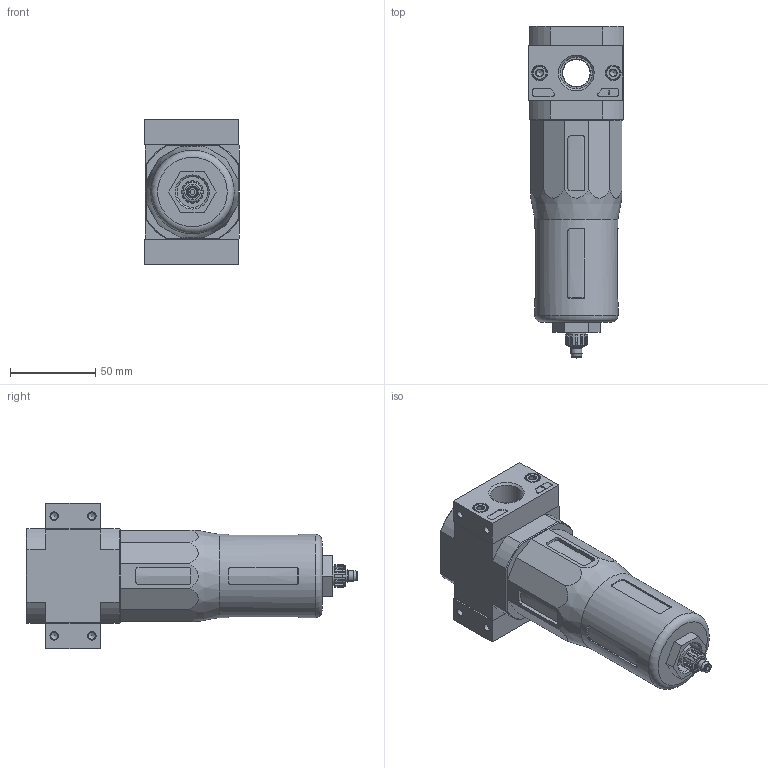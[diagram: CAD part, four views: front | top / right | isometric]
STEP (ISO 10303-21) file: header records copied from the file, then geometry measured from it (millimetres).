
FILE_DESCRIPTION(/* description */ ('STEP AP214'),/* implementation_level */ '2;1');
FILE_NAME(/* name */ '532783_LFX-1_2-D-MIDI',/* time_stamp */ '2024-09-04T17:52:17+02:00',/* author */ ('License CC BY-ND 4.0'),/* organization */ ('CADENAS'),/* preprocessor_version */ 'ST-DEVELOPER v19.3',/* originating_system */ 'PARTsolutions',/* authorisation */ ' ');
FILE_SCHEMA (('AUTOMOTIVE_DESIGN {1 0 10303 214 3 1 1}'));
Length unit declared in the file: millimetre
Products named in the file (7): 532783 LFX-1/2-D-MIDI; 671639 LFX-D-MIDI; 380303 PBL-1/2-D-MIDI-R---(0) p1; DIN-912 - M5x18(F); 369989 LF-D-MIDI; 380301 PBL-1/2-D-MIDI-L---(1) p1; 648415 LF
Assembly tree (10 placements, depth 2):
  532783 LFX-1/2-D-MIDI
    671639 LFX-D-MIDI
    380303 PBL-1/2-D-MIDI-R---(0) p1
    DIN-912 - M5x18(F)  x4
    369989 LF-D-MIDI  x2
    380301 PBL-1/2-D-MIDI-L---(1) p1
    648415 LF
Bounding box: 55.5 x 194.2 x 85 mm (x, y, z)
Volume: 405637.7 mm3; surface area: 94950.8 mm2
Topology: 10 solids, 10 shells, 471 faces, 1119 edges, 699 vertices
Faces by surface type: plane 246, cylinder 121, cone 95, torus 9
Full cylindrical faces by diameter (mm): 3 x1, 4.134 x8, 5 x4, 5.6 x1, 6.4 x1, 6.8 x1, 7.1 x1, 7.3 x4, 7.5 x2, 8.5 x4, 9 x1, 11.2 x1, 12.6 x1, 16 x1, 16.4 x1, 18 x1, 18.631 x2, 23 x1, 24.9 x1, 26.4 x1, 29.7 x1, 30 x1, 30.8 x1, 46.7 x1, 48.7 x1, 52 x1
Entity records: 12097 total; most frequent: CARTESIAN_POINT 2269, DIRECTION 1765, ORIENTED_EDGE 1646, EDGE_CURVE 823, AXIS2_PLACEMENT_3D 673, VERTEX_POINT 583, FACE_BOUND 528, EDGE_LOOP 521
